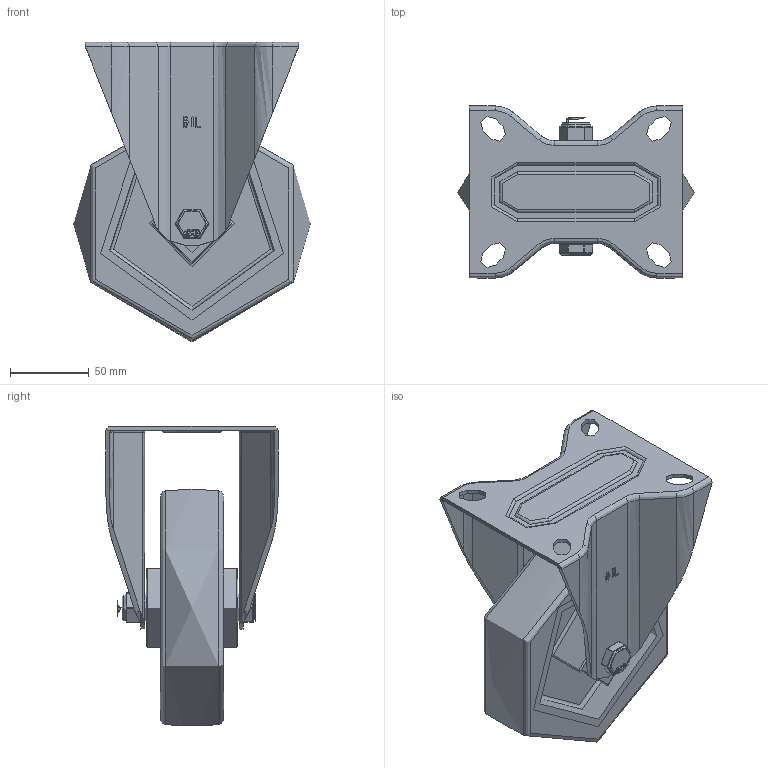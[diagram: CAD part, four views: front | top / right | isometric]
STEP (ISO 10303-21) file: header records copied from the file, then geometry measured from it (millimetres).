
FILE_DESCRIPTION(/* description */ (''),/* implementation_level */ '2;1');
FILE_NAME(/* name */ 'SSMMF150NPB.step',/* time_stamp */ '2024-10-03T15:19:02+01:00',/* author */ (''),/* organization */ (''),/* preprocessor_version */ 'ST-DEVELOPER v20',/* originating_system */ 'Autodesk Translation Framework v13.20.0.188',/* authorisation */ '');
FILE_SCHEMA (('AUTOMOTIVE_DESIGN { 1 0 10303 214 3 1 1 }'));
Length unit declared in the file: millimetre
Products named in the file (20): SSMMF150NPB; SSMMF160AS v1; STAINLESS STEEL BRACKET; BZH150WNPRB v1; POLYURETHANE TYRE; NYLON RIM; NYLON RIM Geometry; CAP; ROLLER BEARING; CAGE; Pattern; Component1; TUBEM20X60SS v1; STAINLESS STEEL TUBE; BOLTM12X80A2 v2; GRADE 304 STAINLESS STEEL BOLT; NM12NYA2THIN v1; NYLOC STAINLESS STEEL NUT; NUT; RUBBER
Assembly tree (26 placements, depth 5):
  SSMMF150NPB
    SSMMF160AS v1
      STAINLESS STEEL BRACKET
    BZH150WNPRB v1
      POLYURETHANE TYRE
      NYLON RIM
        NYLON RIM Geometry
        CAP
      ROLLER BEARING
        CAGE
        Pattern
          Component1  x8
    TUBEM20X60SS v1
      STAINLESS STEEL TUBE
    BOLTM12X80A2 v2
      GRADE 304 STAINLESS STEEL BOLT
    NM12NYA2THIN v1
      NYLOC STAINLESS STEEL NUT
        NUT
        RUBBER
Bounding box: 150 x 109 x 189.9 mm (x, y, z)
Volume: 566625 mm3; surface area: 214914.9 mm2
Topology: 17 solids, 17 shells, 502 faces, 1251 edges, 791 vertices
Faces by surface type: plane 198, cylinder 174, bspline 69, torus 36, sphere 18, cone 7
Full cylindrical faces by diameter (mm): 7.5 x8, 9.836 x18, 11.834 x18, 12 x3, 12.25 x2, 12.5 x1, 14 x2, 17.5 x1, 18.5 x1, 19.9 x1, 20 x1, 20.5 x2, 34 x1, 35 x1, 37 x2, 50 x2, 122 x2
Entity records: 21844 total; most frequent: CARTESIAN_POINT 9847, ORIENTED_EDGE 2460, DIRECTION 2332, EDGE_CURVE 1230, AXIS2_PLACEMENT_3D 867, VERTEX_POINT 777, LINE 598, VECTOR 598
